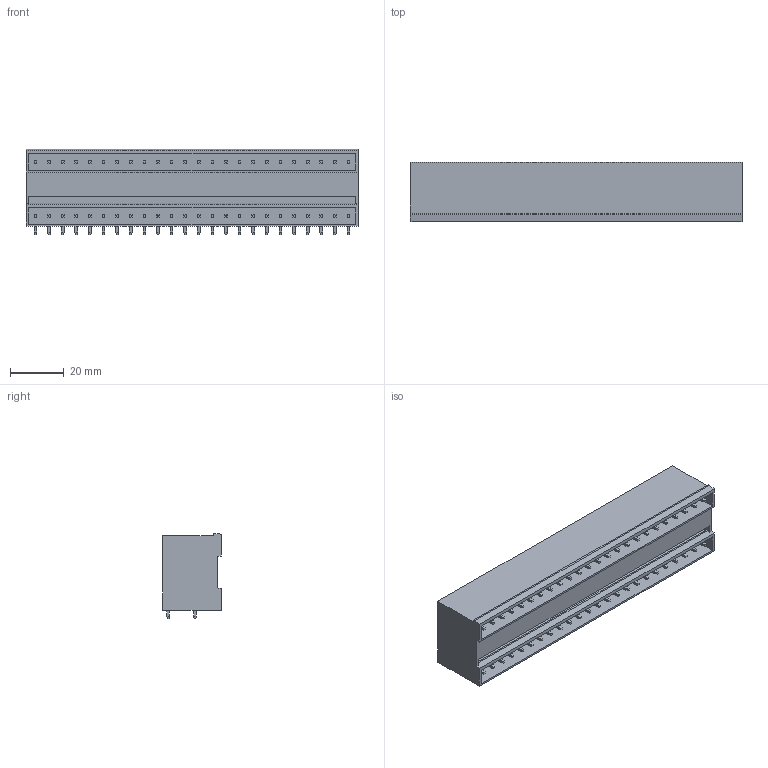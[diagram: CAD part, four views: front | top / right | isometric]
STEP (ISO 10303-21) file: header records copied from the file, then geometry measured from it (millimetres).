
FILE_DESCRIPTION(('CATIA V5 STEP Exchange','CAx-IF Rec.Pracs.--- Model Styling and Organization---1.2---2011-12-15'),'2;1');
FILE_NAME ('D1453121_0_1602010000_1602010000.stp','2018-11-02T10:36:02+00:00',('none'),('Weidmueller'),'CATIA Version 5-6 Release 2014','CATIA V5 STEP AP214','none');
FILE_SCHEMA(('AUTOMOTIVE_DESIGN { 1 0 10303 214 1 1 1 1 }'));
Length unit declared in the file: millimetre
Products named in the file (1): 1602010000
Bounding box: 123.92 x 22 x 31.88 mm (x, y, z)
Volume: 36453.2 mm3; surface area: 35757.6 mm2
Topology: 49 solids, 49 shells, 1090 faces, 2586 edges, 1596 vertices
Faces by surface type: plane 1090
Entity records: 26262 total; most frequent: ORIENTED_EDGE 5172, CARTESIAN_POINT 4908, DIRECTION 2884, EDGE_CURVE 2586, VECTOR 2202, LINE 2202, VERTEX_POINT 1596, EDGE_LOOP 1188
